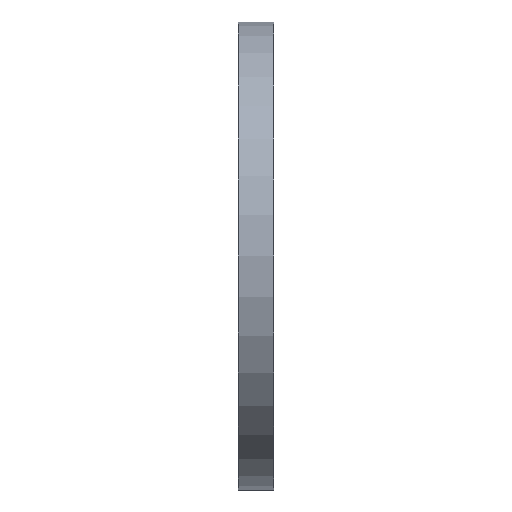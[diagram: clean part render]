
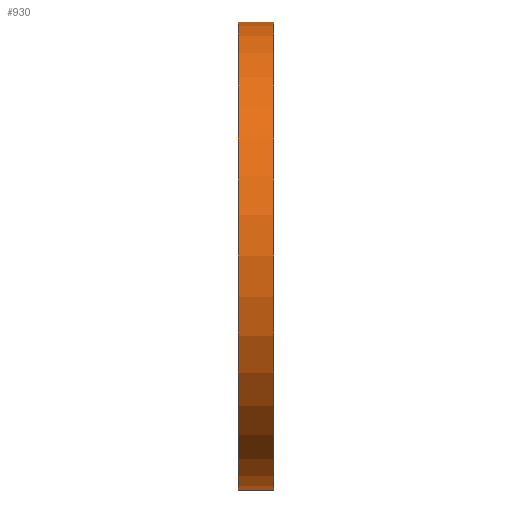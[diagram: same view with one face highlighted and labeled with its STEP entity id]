
A CAD part, front view. The second image highlights one B-rep face of the part: STEP entity #930.
In plain terms, the highlighted cylindrical face has radius 387.35 mm (diameter 774.7 mm), a partial arc.
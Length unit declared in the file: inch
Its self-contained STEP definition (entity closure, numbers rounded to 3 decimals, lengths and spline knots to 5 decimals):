
#18 = EDGE_CURVE ( 'NONE', #883, #1408, #772, .T. ) ;
#128 = ORIENTED_EDGE ( 'NONE', *, *, #520, .F. ) ;
#140 = DIRECTION ( 'NONE',  ( -1., 0., 0. ) ) ;
#162 = AXIS2_PLACEMENT_3D ( 'NONE', #435, #680, #198 ) ;
#166 = FACE_OUTER_BOUND ( 'NONE', #929, .T. ) ;
#198 = DIRECTION ( 'NONE',  ( 0., 0., 1. ) ) ;
#277 = LINE ( 'NONE', #1067, #1350 ) ;
#355 = CARTESIAN_POINT ( 'NONE',  ( 2.375, 0., 0. ) ) ;
#435 = CARTESIAN_POINT ( 'NONE',  ( 0., 0., 0. ) ) ;
#448 = ORIENTED_EDGE ( 'NONE', *, *, #18, .T. ) ;
#462 = CIRCLE ( 'NONE', #596, 15.25 ) ;
#518 = CARTESIAN_POINT ( 'NONE',  ( 0.0625, 0., 0. ) ) ;
#520 = EDGE_CURVE ( 'NONE', #1272, #1162, #277, .T. ) ;
#596 = AXIS2_PLACEMENT_3D ( 'NONE', #355, #871, #1390 ) ;
#659 = ORIENTED_EDGE ( 'NONE', *, *, #763, .F. ) ;
#680 = DIRECTION ( 'NONE',  ( -1., 0., 0. ) ) ;
#732 = AXIS2_PLACEMENT_3D ( 'NONE', #518, #1040, #907 ) ;
#746 = ORIENTED_EDGE ( 'NONE', *, *, #1129, .T. ) ;
#763 = EDGE_CURVE ( 'NONE', #1162, #1408, #1269, .T. ) ;
#772 = LINE ( 'NONE', #1550, #1143 ) ;
#871 = DIRECTION ( 'NONE',  ( -1., 0., 0. ) ) ;
#883 = VERTEX_POINT ( 'NONE', #964 ) ;
#907 = DIRECTION ( 'NONE',  ( 0., 0., 1. ) ) ;
#929 = EDGE_LOOP ( 'NONE', ( #128, #746, #448, #659 ) ) ;
#930 = ADVANCED_FACE ( 'NONE', ( #166 ), #1084, .T. ) ;
#936 = DIRECTION ( 'NONE',  ( -1., 0., 0. ) ) ;
#964 = CARTESIAN_POINT ( 'NONE',  ( 2.375, 0., 15.25 ) ) ;
#994 = CARTESIAN_POINT ( 'NONE',  ( 0.0625, 0., 15.25 ) ) ;
#1040 = DIRECTION ( 'NONE',  ( -1., 0., 0. ) ) ;
#1067 = CARTESIAN_POINT ( 'NONE',  ( 0., 0., -15.25 ) ) ;
#1084 = CYLINDRICAL_SURFACE ( 'NONE', #162, 15.25 ) ;
#1089 = CARTESIAN_POINT ( 'NONE',  ( 0.0625, 0., -15.25 ) ) ;
#1129 = EDGE_CURVE ( 'NONE', #1272, #883, #462, .T. ) ;
#1143 = VECTOR ( 'NONE', #140, 39.37008 ) ;
#1162 = VERTEX_POINT ( 'NONE', #1089 ) ;
#1210 = CARTESIAN_POINT ( 'NONE',  ( 2.375, 0., -15.25 ) ) ;
#1269 = CIRCLE ( 'NONE', #732, 15.25 ) ;
#1272 = VERTEX_POINT ( 'NONE', #1210 ) ;
#1350 = VECTOR ( 'NONE', #936, 39.37008 ) ;
#1390 = DIRECTION ( 'NONE',  ( 0., 0., 1. ) ) ;
#1408 = VERTEX_POINT ( 'NONE', #994 ) ;
#1550 = CARTESIAN_POINT ( 'NONE',  ( 0., 0., 15.25 ) ) ;
